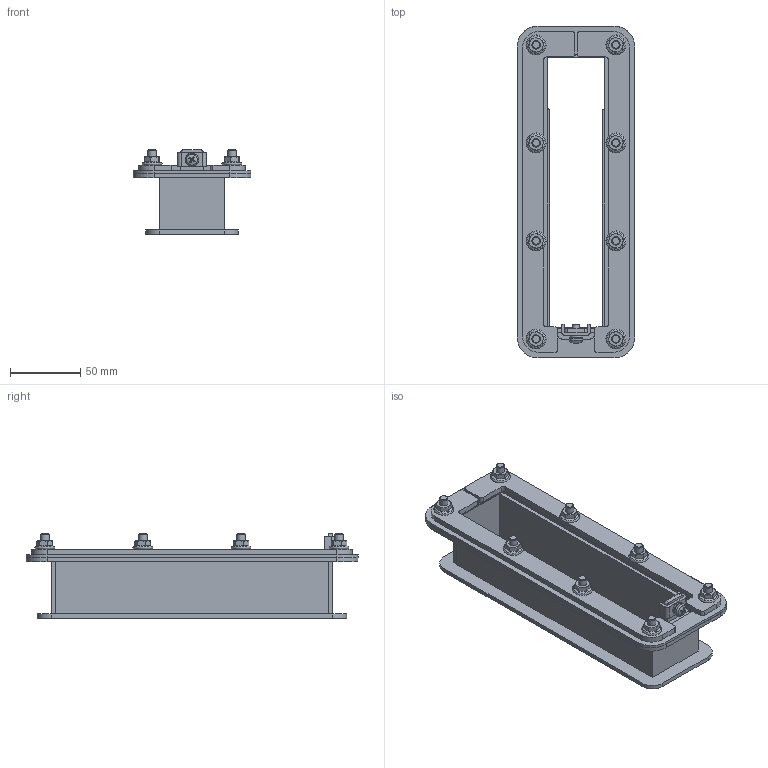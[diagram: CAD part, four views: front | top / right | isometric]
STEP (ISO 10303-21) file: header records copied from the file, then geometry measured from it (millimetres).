
FILE_DESCRIPTION(/* description */ ('ASSEMBLY'),/* implementation_level */ '2;1');
FILE_NAME(/* name */ '100-128588_A.stp',/* time_stamp */ '2020-09-28T14:59:54+02:00',/* author */ ('se-robgus'),/* organization */ (''),/* preprocessor_version */ 'ST-DEVELOPER v17',/* originating_system */ 'Autodesk Inventor 2019',/* authorisation */ '');
FILE_SCHEMA (('AUTOMOTIVE_DESIGN { 1 0 10303 214 3 1 1 }'));
Length unit declared in the file: millimetre
Products named in the file (14): 100-128578; 100-128579; 100-128580; 100-134768; 100-128583; 100-128584; 100-128585; 100-054680; 100-128586; ISO 7045 - M5 x 8 - 4.8 - H; 100-022558; DIN 127 - A 5; 100-128587; 100-022636 NUT
Assembly tree (29 placements, depth 3):
  100-128578
    100-128579
      100-128580
      100-134768  x2
      100-128583
      100-128584
      100-128585
      100-054680  x8
    100-128586
    100-128587  x2
    ISO 7045 - M5 x 8 - 4.8 - H
    100-022558
    DIN 127 - A 5
    100-022636 NUT  x8
Bounding box: 83.8 x 236.05 x 60 mm (x, y, z)
Volume: 170456.2 mm3; surface area: 136088.3 mm2
Topology: 28 solids, 28 shells, 1191 faces, 3258 edges, 2174 vertices
Faces by surface type: plane 882, cylinder 118, cone 92, bspline 85, torus 13, sphere 1
Full cylindrical faces by diameter (mm): 4.134 x1, 4.567 x1, 4.75 x8, 4.917 x8, 5 x1, 5.5 x1, 6 x8, 6.6 x8, 7 x8
Entity records: 33272 total; most frequent: CARTESIAN_POINT 7226, ORIENTED_EDGE 5586, DIRECTION 4743, EDGE_CURVE 2793, LINE 2327, VECTOR 2327, VERTEX_POINT 1867, AXIS2_PLACEMENT_3D 1208
